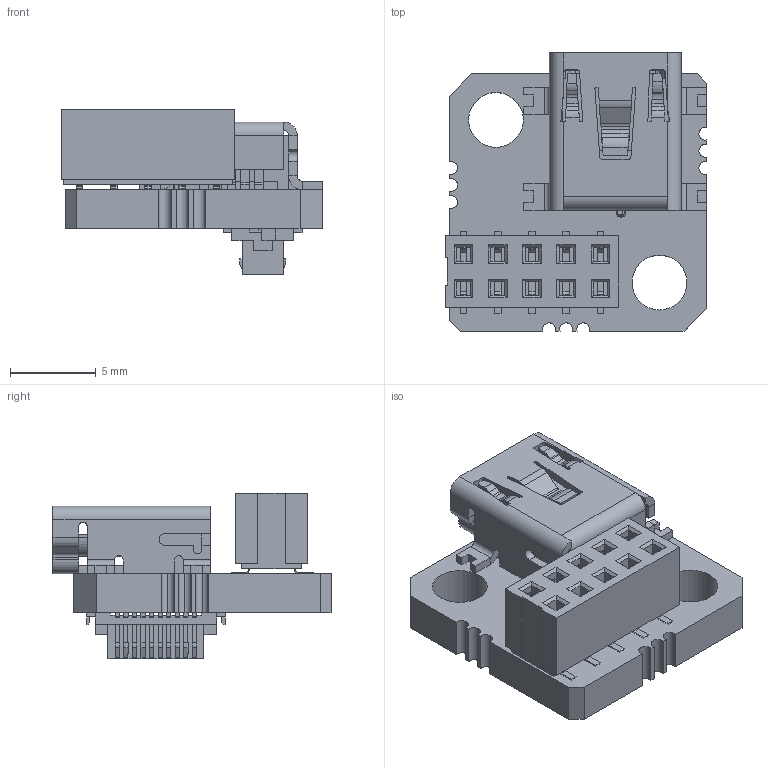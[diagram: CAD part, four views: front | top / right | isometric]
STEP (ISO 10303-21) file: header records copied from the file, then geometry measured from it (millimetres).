
FILE_DESCRIPTION(('Open CASCADE Model'),'2;1');
FILE_NAME('Open CASCADE Shape Model','2025-03-10T15:07:24',('Author'),( 'Open CASCADE'),'Open CASCADE STEP processor 7.5','Open CASCADE 7.5' ,'Unknown');
FILE_SCHEMA(('AUTOMOTIVE_DESIGN { 1 0 10303 214 1 1 1 1 }'));
Length unit declared in the file: millimetre
Products named in the file (9): PCB; Board; Open CASCADE STEP translator 7.5 1.1.1; J2; DF12-20DS-0.5V; J3; 10pinfemale; J1; SW3dPS_USB_mini_B_step
Assembly tree (8 placements, depth 3):
  PCB
    Board
      Open CASCADE STEP translator 7.5 1.1.1
    J2
      DF12-20DS-0.5V
    J3
      10pinfemale
    J1
      SW3dPS_USB_mini_B_step
Bounding box: 15.29 x 16.24 x 9.67 mm (x, y, z)
Volume: 835.7 mm3; surface area: 1757.5 mm2
Topology: 9 solids, 19 shells, 1310 faces, 3621 edges, 2308 vertices
Faces by surface type: plane 1135, cylinder 135, bspline 36, cone 4
Full cylindrical faces by diameter (mm): 0.55 x2, 1 x2, 3.2 x2
Entity records: 41550 total; most frequent: CARTESIAN_POINT 7904, ORIENTED_EDGE 7242, DIRECTION 6341, EDGE_CURVE 3621, LINE 3259, VECTOR 3259, VERTEX_POINT 2308, AXIS2_PLACEMENT_3D 1541
